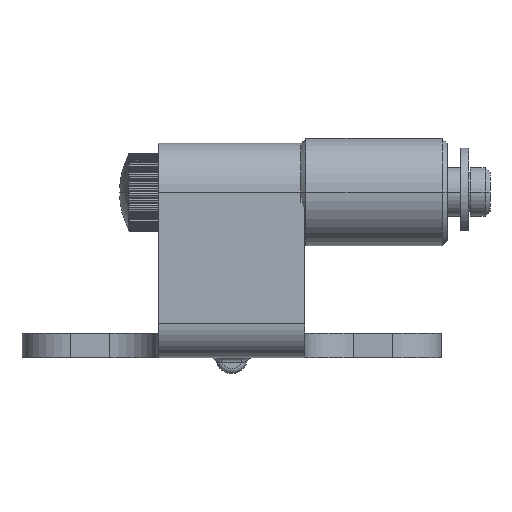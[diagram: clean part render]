
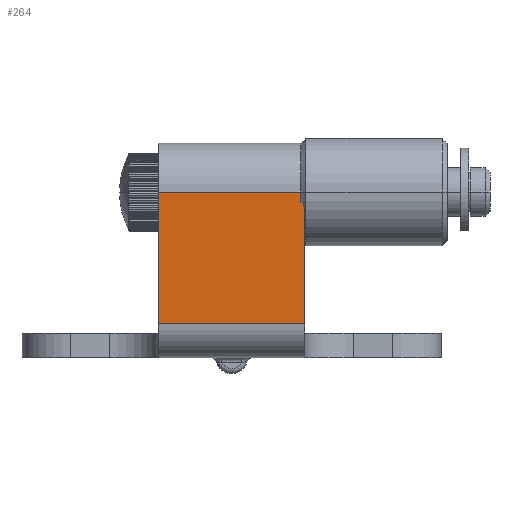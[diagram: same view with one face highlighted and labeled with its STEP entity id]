
A CAD part, left-side view. The second image highlights one B-rep face of the part: STEP entity #264.
In plain terms, the highlighted planar face has unit normal (-1, 0, 0).
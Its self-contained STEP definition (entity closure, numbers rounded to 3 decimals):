
#264=ADVANCED_FACE('',(#578),#5540,.T.);
#578=FACE_OUTER_BOUND('',#897,.T.);
#897=EDGE_LOOP('',(#2336,#2337,#2338,#2339));
#2336=ORIENTED_EDGE('',*,*,#3419,.F.);
#2337=ORIENTED_EDGE('',*,*,#3423,.T.);
#2338=ORIENTED_EDGE('',*,*,#3422,.T.);
#2339=ORIENTED_EDGE('',*,*,#3400,.F.);
#3400=EDGE_CURVE('',#5375,#5376,#3754,.T.);
#3419=EDGE_CURVE('',#5391,#5375,#4042,.T.);
#3422=EDGE_CURVE('',#5392,#5376,#3767,.T.);
#3423=EDGE_CURVE('',#5391,#5392,#3768,.T.);
#3754=B_SPLINE_CURVE_WITH_KNOTS('',1,(#11392,#11393),.UNSPECIFIED.,.F.,
 .F.,(2,2),(247.356,260.856),.UNSPECIFIED.);
#3767=B_SPLINE_CURVE_WITH_KNOTS('',1,(#11442,#11443),.UNSPECIFIED.,.F.,
 .F.,(2,2),(14.,29.),.UNSPECIFIED.);
#3768=B_SPLINE_CURVE_WITH_KNOTS('',1,(#11444,#11445),.UNSPECIFIED.,.F.,
 .F.,(2,2),(247.356,260.856),.UNSPECIFIED.);
#4042=(
BOUNDED_CURVE()
B_SPLINE_CURVE(1,(#11434,#11435),.UNSPECIFIED.,.F.,.F.)
B_SPLINE_CURVE_WITH_KNOTS((2,2),(14.,29.),.UNSPECIFIED.)
CURVE()
GEOMETRIC_REPRESENTATION_ITEM()
RATIONAL_B_SPLINE_CURVE((1.,1.))
REPRESENTATION_ITEM('')
);
#5375=VERTEX_POINT('',#11257);
#5376=VERTEX_POINT('',#11258);
#5391=VERTEX_POINT('',#11273);
#5392=VERTEX_POINT('',#11274);
#5540=PLANE('',#6468);
#6468=AXIS2_PLACEMENT_3D('',#10954,#7497,$);
#7497=DIRECTION('',(-1.,0.,0.));
#10954=CARTESIAN_POINT('',(-28.318,0.,-2.685));
#11257=CARTESIAN_POINT('',(-28.318,29.,-2.685));
#11258=CARTESIAN_POINT('',(-28.318,29.,10.815));
#11273=CARTESIAN_POINT('',(-28.318,14.,-2.685));
#11274=CARTESIAN_POINT('',(-28.318,14.,10.815));
#11392=CARTESIAN_POINT('',(-28.318,29.,-2.685));
#11393=CARTESIAN_POINT('',(-28.318,29.,10.815));
#11434=CARTESIAN_POINT('',(-28.318,14.,-2.685));
#11435=CARTESIAN_POINT('',(-28.318,29.,-2.685));
#11442=CARTESIAN_POINT('',(-28.318,14.,10.815));
#11443=CARTESIAN_POINT('',(-28.318,29.,10.815));
#11444=CARTESIAN_POINT('',(-28.318,14.,-2.685));
#11445=CARTESIAN_POINT('',(-28.318,14.,10.815));
